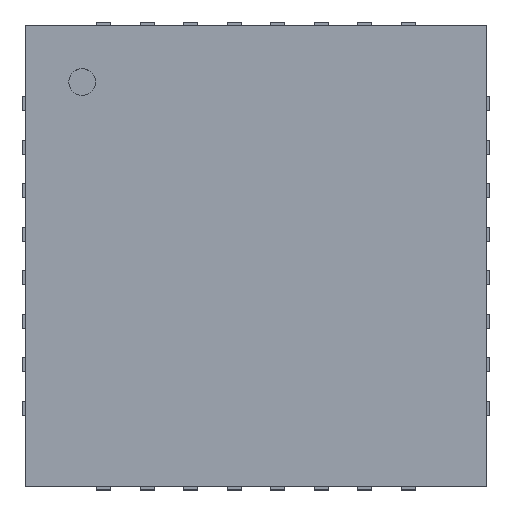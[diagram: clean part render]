
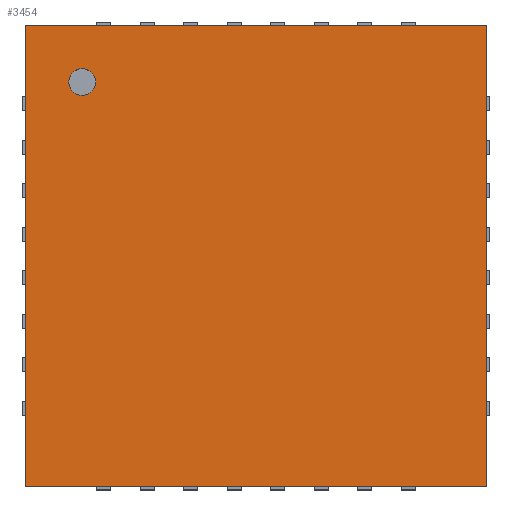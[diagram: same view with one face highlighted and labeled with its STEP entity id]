
A CAD part, top view. The second image highlights one B-rep face of the part: STEP entity #3454.
In plain terms, the highlighted planar face has unit normal (0, 0, 1).
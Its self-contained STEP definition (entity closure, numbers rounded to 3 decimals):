
#13=DIRECTION('',(0.,0.,1.));
#27=VECTOR('',#28,1.);
#28=DIRECTION('',(0.,-1.,0.));
#34=VECTOR('',#35,1.);
#35=DIRECTION('',(1.,0.,0.));
#908=ORIENTED_EDGE('',*,*,#909,.F.);
#909=EDGE_CURVE('',#910,#912,#914,.T.);
#910=VERTEX_POINT('',#911);
#911=CARTESIAN_POINT('',(-3.45,3.45,1.1));
#912=VERTEX_POINT('',#913);
#913=CARTESIAN_POINT('',(3.45,3.45,1.1));
#914=LINE('',#911,#34);
#936=DIRECTION('',(0.,0.,-1.));
#1067=ORIENTED_EDGE('',*,*,#1068,.T.);
#1068=EDGE_CURVE('',#910,#1069,#1071,.T.);
#1069=VERTEX_POINT('',#1070);
#1070=CARTESIAN_POINT('',(-3.45,-3.45,1.1));
#1071=LINE('',#911,#27);
#2215=EDGE_CURVE('',#912,#2216,#2218,.T.);
#2216=VERTEX_POINT('',#2217);
#2217=CARTESIAN_POINT('',(3.45,-3.45,1.1));
#2218=LINE('',#913,#27);
#2357=EDGE_CURVE('',#1069,#2216,#2358,.T.);
#2358=LINE('',#1070,#34);
#3454=ADVANCED_FACE('',(#3455,#3459),#3468,.T.);
#3455=FACE_BOUND('',#3456,.T.);
#3456=EDGE_LOOP('',(#908,#1067,#3457,#3458));
#3457=ORIENTED_EDGE('',*,*,#2357,.T.);
#3458=ORIENTED_EDGE('',*,*,#2215,.F.);
#3459=FACE_BOUND('',#3460,.T.);
#3460=EDGE_LOOP('',(#3461));
#3461=ORIENTED_EDGE('',*,*,#3462,.T.);
#3462=EDGE_CURVE('',#3463,#3463,#3465,.T.);
#3463=VERTEX_POINT('',#3464);
#3464=CARTESIAN_POINT('',(-2.6,2.4,1.1));
#3465=CIRCLE('',#3466,0.2);
#3466=AXIS2_PLACEMENT_3D('',#3467,#936,#28);
#3467=CARTESIAN_POINT('',(-2.6,2.6,1.1));
#3468=PLANE('',#3469);
#3469=AXIS2_PLACEMENT_3D('',#911,#13,#28);
